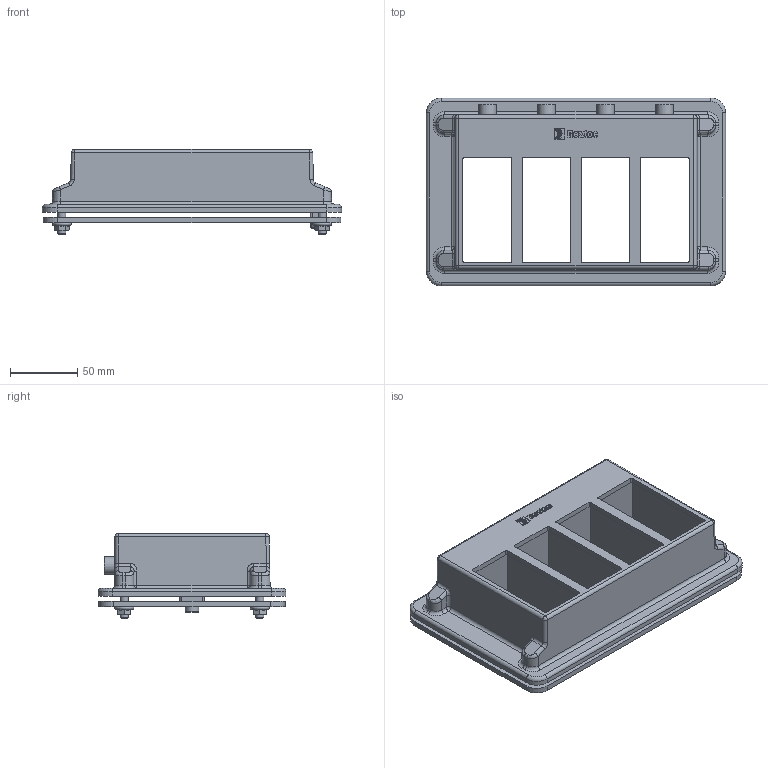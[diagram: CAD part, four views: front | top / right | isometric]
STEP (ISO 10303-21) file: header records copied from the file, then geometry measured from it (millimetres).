
FILE_DESCRIPTION(/* description */ (''),/* implementation_level */ '2;1');
FILE_NAME(/* name */ 'CSP_32_AISI316.stp',/* time_stamp */ '2025-06-11T10:17:24+02:00',/* author */ ('se-jorlan'),/* organization */ (''),/* preprocessor_version */ 'ST-DEVELOPER v19.2',/* originating_system */ 'Autodesk Inventor 2023',/* authorisation */ '');
FILE_SCHEMA (('CONFIG_CONTROL_DESIGN'));
Length unit declared in the file: millimetre
Products named in the file (1): CSP 32 AISI316 FRAME_FORGE_Simplify_1
Bounding box: 223 x 140 x 63.5 mm (x, y, z)
Volume: 495074.4 mm3; surface area: 136963 mm2
Topology: 1 solids, 1 shells, 486 faces, 1210 edges, 772 vertices
Faces by surface type: plane 261, cylinder 110, bspline 53, cone 33, torus 21, sphere 8
Full cylindrical faces by diameter (mm): 6 x8, 7 x4, 10 x1, 11.8 x1, 13 x4
Entity records: 16107 total; most frequent: CARTESIAN_POINT 4233, ORIENTED_EDGE 2418, DIRECTION 2243, EDGE_CURVE 1209, VERTEX_POINT 772, AXIS2_PLACEMENT_3D 753, LINE 737, VECTOR 737
